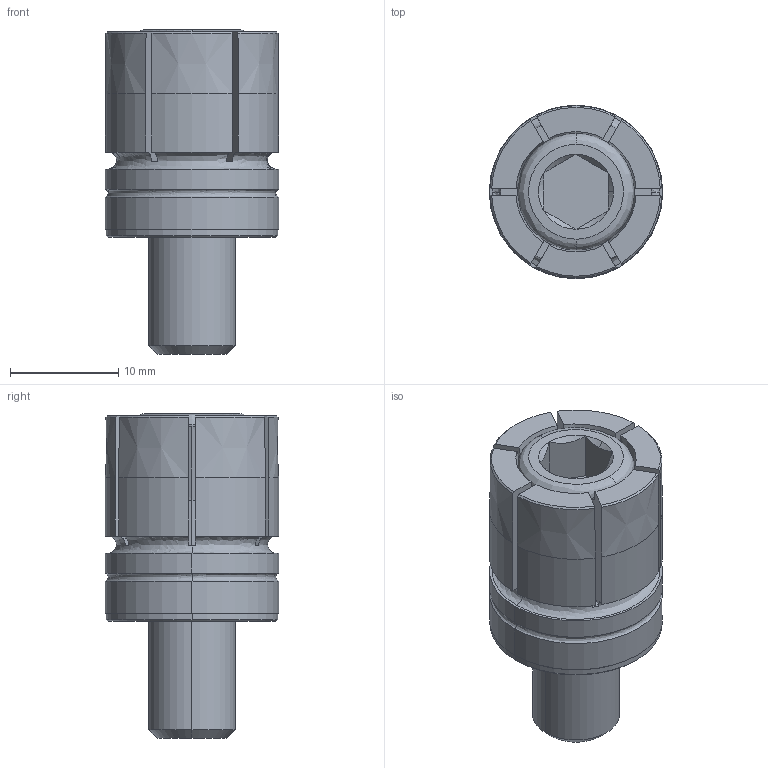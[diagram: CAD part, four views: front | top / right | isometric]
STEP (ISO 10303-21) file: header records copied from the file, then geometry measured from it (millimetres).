
FILE_DESCRIPTION (( 'STEP AP203' ), '1' );
FILE_NAME ('pepp16s.STEP', '2021-10-26T05:30:00', ( '' ), ( '' ), 'SwSTEP 2.0', 'SolidWorks 2020', '' );
FILE_SCHEMA (( 'CONFIG_CONTROL_DESIGN' ));
Length unit declared in the file: millimetre
Products named in the file (3): pepp16s_02; pepp16s_01; pepp16s
Assembly tree (2 placements, depth 2):
  pepp16s
    pepp16s_01
    pepp16s_02
Bounding box: 16 x 16 x 30 mm (x, y, z)
Volume: 3622.1 mm3; surface area: 3159.6 mm2
Topology: 2 solids, 2 shells, 98 faces, 253 edges, 162 vertices
Faces by surface type: plane 43, cone 31, cylinder 16, bspline 8
Entity records: 3806 total; most frequent: CARTESIAN_POINT 1159, ORIENTED_EDGE 506, DIRECTION 489, EDGE_CURVE 253, AXIS2_PLACEMENT_3D 194, VERTEX_POINT 162, EDGE_LOOP 103, LINE 101
